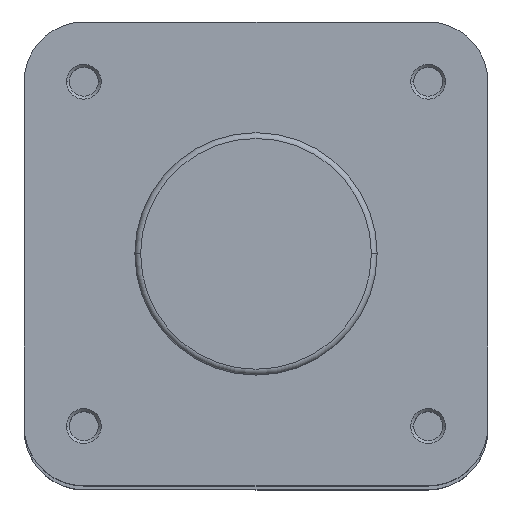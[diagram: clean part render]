
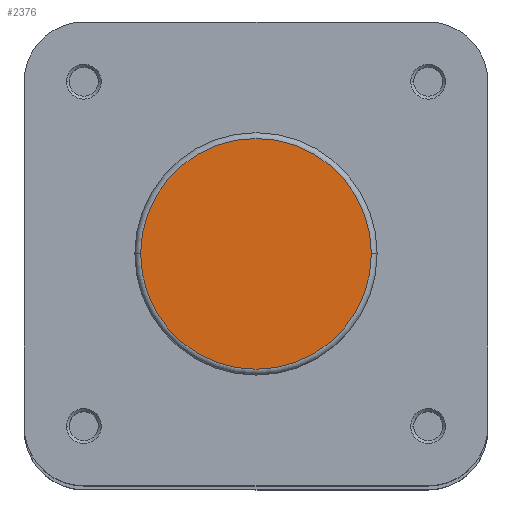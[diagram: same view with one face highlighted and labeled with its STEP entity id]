
A CAD part, top view. The second image highlights one B-rep face of the part: STEP entity #2376.
In plain terms, the highlighted planar face has unit normal (0, 0, 1).
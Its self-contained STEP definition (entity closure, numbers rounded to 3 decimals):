
#156 = EDGE_CURVE ( 'NONE', #1120, #1121, #2984, .T. ) ;
#514 = EDGE_CURVE ( 'NONE', #1121, #1120, #3513, .T. ) ;
#589 = AXIS2_PLACEMENT_3D ( 'NONE', #1481, #1482, #1483 ) ;
#768 = AXIS2_PLACEMENT_3D ( 'NONE', #3763, #3770, #3771 ) ;
#1021 = AXIS2_PLACEMENT_3D ( 'NONE', #5616, #5622, #5623 ) ;
#1120 = VERTEX_POINT ( 'NONE', #3970 ) ;
#1121 = VERTEX_POINT ( 'NONE', #3971 ) ;
#1481 = CARTESIAN_POINT ( 'NONE',  ( 0., 0., 0. ) ) ;
#1482 = DIRECTION ( 'NONE',  ( 0., 0., 1. ) ) ;
#1483 = DIRECTION ( 'NONE',  ( -1., 0., 0. ) ) ;
#2376 = ADVANCED_FACE ( 'NONE', ( #5396 ), #5613, .F. ) ;
#2585 = ORIENTED_EDGE ( 'NONE', *, *, #156, .T. ) ;
#2586 = ORIENTED_EDGE ( 'NONE', *, *, #514, .T. ) ;
#2984 = CIRCLE ( 'NONE', #589, 19.9 ) ;
#3513 = CIRCLE ( 'NONE', #768, 19.9 ) ;
#3763 = CARTESIAN_POINT ( 'NONE',  ( 0., 0., 0. ) ) ;
#3770 = DIRECTION ( 'NONE',  ( 0., 0., 1. ) ) ;
#3771 = DIRECTION ( 'NONE',  ( -1., 0., 0. ) ) ;
#3970 = CARTESIAN_POINT ( 'NONE',  ( 19.9, 0., 0. ) ) ;
#3971 = CARTESIAN_POINT ( 'NONE',  ( -19.9, 0., 0. ) ) ;
#5396 = FACE_OUTER_BOUND ( 'NONE', #6087, .T. ) ;
#5613 = PLANE ( 'NONE',  #1021 ) ;
#5616 = CARTESIAN_POINT ( 'NONE',  ( 0., 20.9, 0. ) ) ;
#5622 = DIRECTION ( 'NONE',  ( 0., 0., -1. ) ) ;
#5623 = DIRECTION ( 'NONE',  ( -1., 0., 0. ) ) ;
#6087 = EDGE_LOOP ( 'NONE', ( #2586, #2585 ) ) ;
